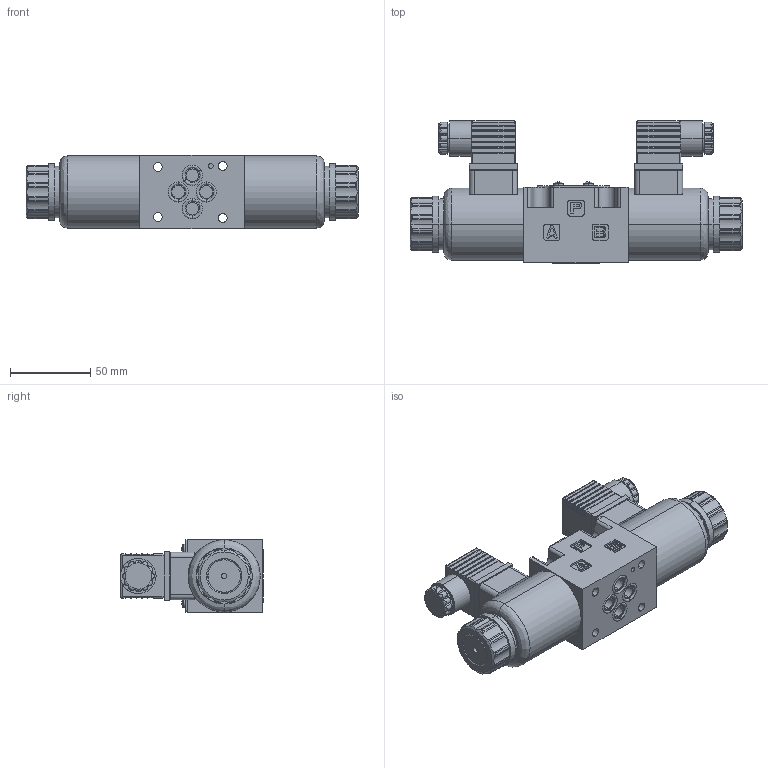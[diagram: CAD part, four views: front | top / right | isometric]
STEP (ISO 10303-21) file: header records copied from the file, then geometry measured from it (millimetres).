
FILE_DESCRIPTION (( 'STEP AP214' ), '1' );
FILE_NAME ('Continental Hydraulics-VED03M-3 K1 SOL DES C.STEP', '2019-01-03T05:23:04', ( '' ), ( '' ), 'SwSTEP 2.0', 'SolidWorks 2018', '' );
FILE_SCHEMA (( 'AUTOMOTIVE_DESIGN' ));
Length unit declared in the file: inch
Products named in the file (1): Continental Hydraulics-VED03M-3 K1 SOL DES C
Bounding box: 207 x 88.88 x 46 mm (x, y, z)
Volume: 402596.4 mm3; surface area: 93426.1 mm2
Topology: 14 solids, 14 shells, 1328 faces, 3526 edges, 2306 vertices
Faces by surface type: plane 754, cylinder 383, bspline 109, cone 82
Entity records: 47433 total; most frequent: CARTESIAN_POINT 14996, ORIENTED_EDGE 7040, DIRECTION 6274, EDGE_CURVE 3520, VERTEX_POINT 2308, LINE 2094, VECTOR 2094, AXIS2_PLACEMENT_3D 2090
